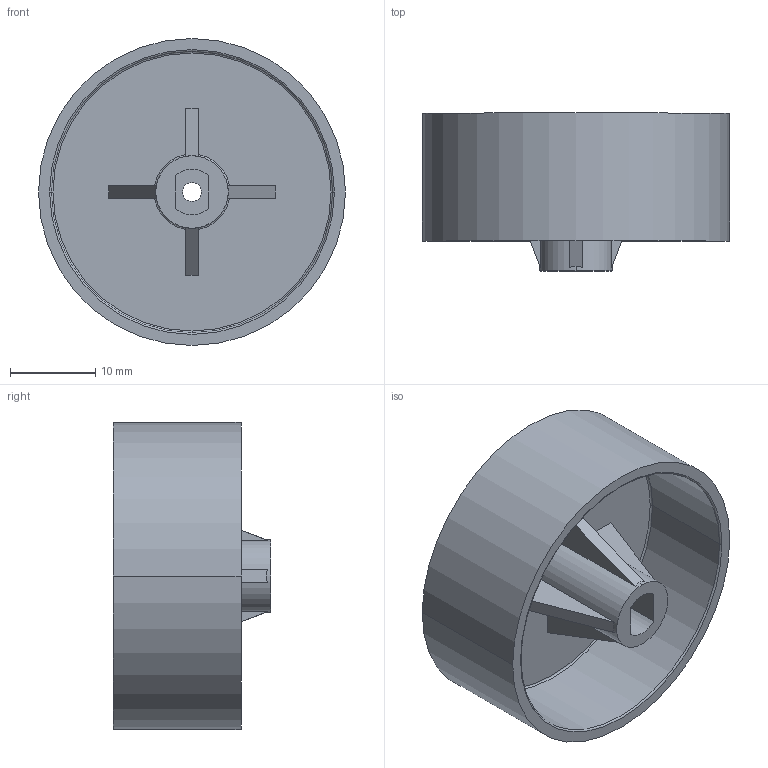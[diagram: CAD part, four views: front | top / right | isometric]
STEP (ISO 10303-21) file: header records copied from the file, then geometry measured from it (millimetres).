
FILE_DESCRIPTION((''),'2;1');
FILE_NAME('P_ROUE_INTERIEUR','2011-01-05T',('Michael'),('EPFL'),'PRO/ENGINEER BY PARAMETRIC TECHNOLOGY CORPORATION, 2008490','PRO/ENGINEER BY PARAMETRIC TECHNOLOGY CORPORATION, 2008490','');
FILE_SCHEMA(('AUTOMOTIVE_DESIGN_CC06 { 1 0 10303 214 -2 1 8 1 }'));
Length unit declared in the file: millimetre
Products named in the file (1): P_ROUE_INTERIEUR
Bounding box: 36 x 18.5 x 36 mm (x, y, z)
Volume: 4264.3 mm3; surface area: 6114 mm2
Topology: 1 solids, 1 shells, 59 faces, 136 edges, 88 vertices
Faces by surface type: plane 25, cylinder 22, torus 12
Entity records: 2165 total; most frequent: CARTESIAN_POINT 348, DIRECTION 308, ORIENTED_EDGE 272, PRESENTATION_STYLE_ASSIGNMENT 137, STYLED_ITEM 137, CURVE_STYLE 136, EDGE_CURVE 136, AXIS2_PLACEMENT_3D 126
